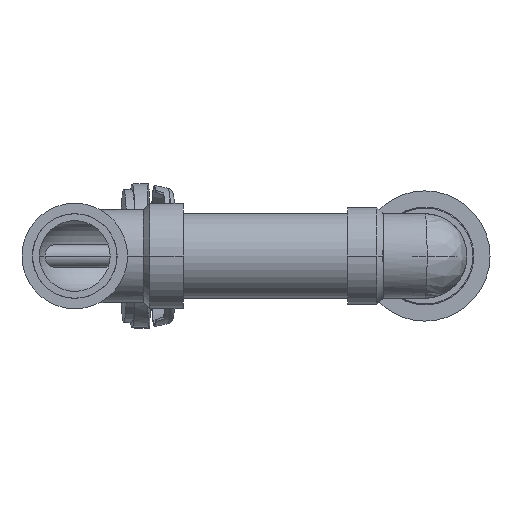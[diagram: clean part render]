
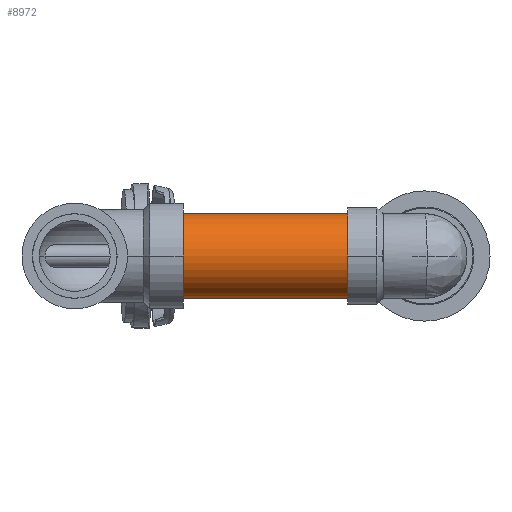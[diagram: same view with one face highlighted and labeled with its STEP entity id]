
A CAD part, front view. The second image highlights one B-rep face of the part: STEP entity #8972.
In plain terms, the highlighted cylindrical face has radius 24.13 mm (diameter 48.26 mm), a partial arc.
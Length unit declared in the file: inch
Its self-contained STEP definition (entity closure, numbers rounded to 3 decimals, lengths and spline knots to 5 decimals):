
#8827=CARTESIAN_POINT('',(-2.5,0.,0.));
#8828=DIRECTION('',(1.,0.,0.));
#8829=DIRECTION('',(0.,0.,1.));
#8830=AXIS2_PLACEMENT_3D('',#8827,#8828,#8829);
#8851=DIRECTION('',(1.,0.,0.));
#8852=VECTOR('',#8851,5.);
#8853=CARTESIAN_POINT('',(-2.5,0.,-0.95));
#8854=LINE('',#8853,#8852);
#8858=DIRECTION('',(1.,0.,0.));
#8859=VECTOR('',#8858,5.);
#8860=CARTESIAN_POINT('',(-2.5,0.,0.95));
#8861=LINE('',#8860,#8859);
#8873=CARTESIAN_POINT('',(2.5,0.,0.));
#8874=DIRECTION('',(1.,0.,0.));
#8875=DIRECTION('',(0.,0.,1.));
#8876=AXIS2_PLACEMENT_3D('',#8873,#8874,#8875);
#8911=CARTESIAN_POINT('',(-2.5,0.,-0.95));
#8912=CARTESIAN_POINT('',(-2.5,0.,0.95));
#8913=VERTEX_POINT('',#8911);
#8914=VERTEX_POINT('',#8912);
#8919=CARTESIAN_POINT('',(2.5,0.,-0.95));
#8920=CARTESIAN_POINT('',(2.5,0.,0.95));
#8921=VERTEX_POINT('',#8919);
#8922=VERTEX_POINT('',#8920);
#8960=CARTESIAN_POINT('',(-2.5,0.,0.));
#8961=DIRECTION('',(1.,0.,0.));
#8962=DIRECTION('',(0.,0.,-1.));
#8963=AXIS2_PLACEMENT_3D('',#8960,#8961,#8962);
#8964=CYLINDRICAL_SURFACE('',#8963,0.95);
#8965=ORIENTED_EDGE('',*,*,#8934,.F.);
#8966=ORIENTED_EDGE('',*,*,#8955,.T.);
#8968=ORIENTED_EDGE('',*,*,#8967,.T.);
#8969=ORIENTED_EDGE('',*,*,#8951,.F.);
#8970=EDGE_LOOP('',(#8965,#8966,#8968,#8969));
#8971=FACE_OUTER_BOUND('',#8970,.F.);
#8831=CIRCLE('',#8830,0.95);
#8877=CIRCLE('',#8876,0.95);
#8934=EDGE_CURVE('',#8914,#8913,#8831,.T.);
#8951=EDGE_CURVE('',#8913,#8921,#8854,.T.);
#8955=EDGE_CURVE('',#8914,#8922,#8861,.T.);
#8967=EDGE_CURVE('',#8922,#8921,#8877,.T.);
#8972=ADVANCED_FACE('',(#8971),#8964,.T.);
